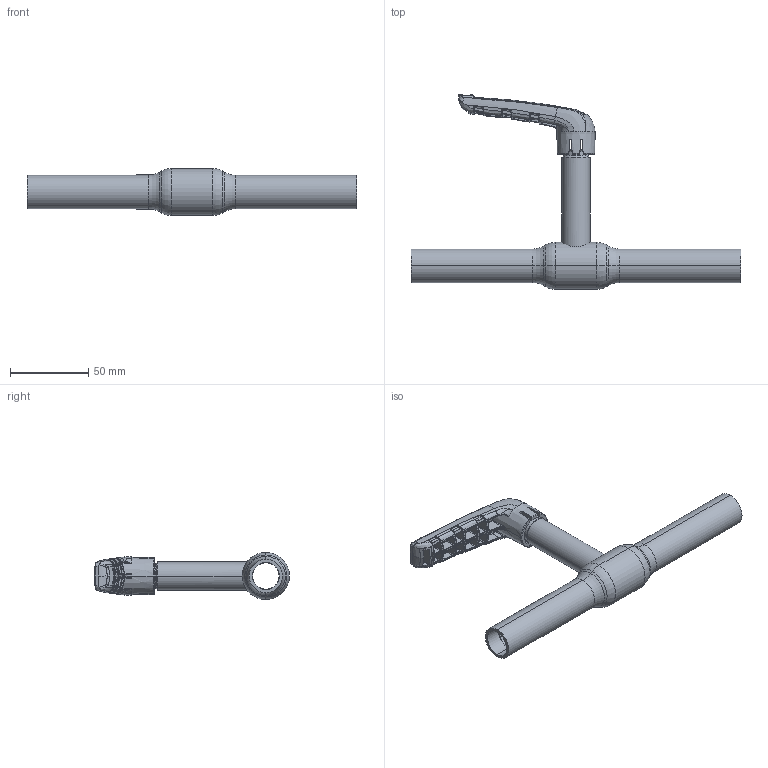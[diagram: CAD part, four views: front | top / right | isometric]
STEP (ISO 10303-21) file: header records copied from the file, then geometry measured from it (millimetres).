
FILE_DESCRIPTION (( 'STEP AP214' ), '1' );
FILE_NAME ('1015003001-2101.STEP', '2023-09-12T09:29:07', ( '' ), ( '' ), 'SwSTEP 2.0', 'SolidWorks 2021', '' );
FILE_SCHEMA (( 'AUTOMOTIVE_DESIGN' ));
Length unit declared in the file: millimetre
Products named in the file (1): 1015003001-2101
Bounding box: 210 x 124.08 x 30 mm (x, y, z)
Surface area: 36502.9 mm2 (no closed solid volume)
Topology: 0 solids, 5 shells, 668 faces, 2128 edges, 1364 vertices
Faces by surface type: bspline 560, plane 42, cylinder 28, cone 21, torus 17
Entity records: 60190 total; most frequent: CARTESIAN_POINT 39557, ORIENTED_EDGE 3452, EDGE_CURVE 2112, B_SPLINE_CURVE_WITH_KNOTS 1533, VERTEX_POINT 1364, DIRECTION 1230, EDGE_LOOP 688, UNCERTAINTY_MEASURE_WITH_UNIT 670
